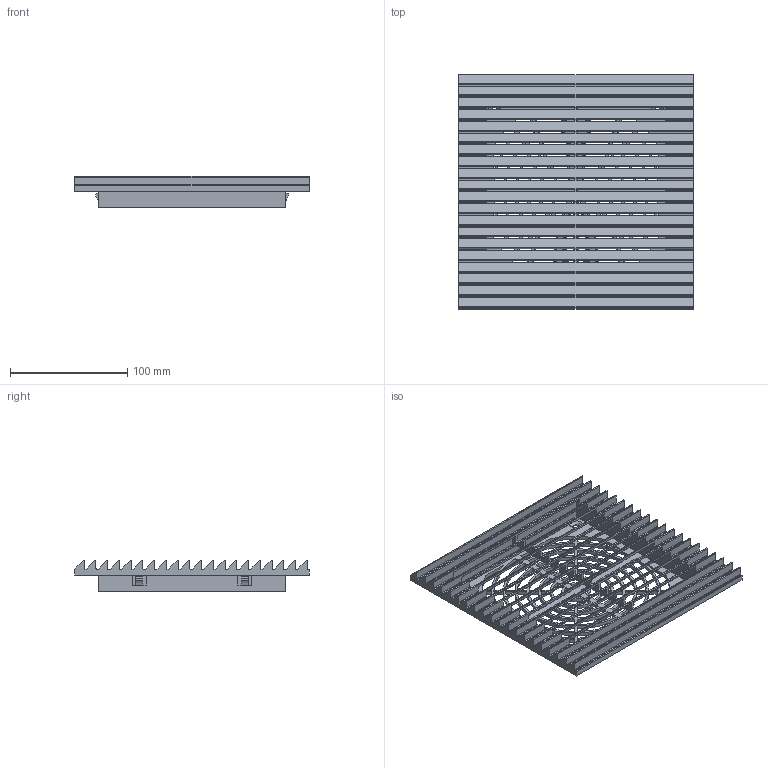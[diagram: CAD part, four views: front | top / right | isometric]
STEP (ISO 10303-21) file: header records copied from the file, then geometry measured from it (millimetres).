
FILE_DESCRIPTION (( 'STEP AP203' ), '1' );
FILE_NAME ('FE-460-1.STEP', '2009-10-22T11:20:58', ( '10sw' ), ( 'タキゲン製造株式会社' ), 'SwSTEP 2.0', 'SolidWorks 2007', '' );
FILE_SCHEMA (( 'CONFIG_CONTROL_DESIGN' ));
Length unit declared in the file: millimetre
Products named in the file (3): FE-460-1棤柺__棉太倌; FE-460-1昞柺__棉太倌; FE-460-1
Assembly tree (2 placements, depth 2):
  FE-460-1
    FE-460-1棤柺__棉太倌
    FE-460-1昞柺__棉太倌
Bounding box: 200 x 200 x 26.5 mm (x, y, z)
Volume: 222957.7 mm3; surface area: 228718.1 mm2
Topology: 2 solids, 2 shells, 829 faces, 2571 edges, 1686 vertices
Faces by surface type: plane 482, cylinder 331, cone 16
Entity records: 29272 total; most frequent: ORIENTED_EDGE 5142, CARTESIAN_POINT 5091, DIRECTION 4921, EDGE_CURVE 2571, VECTOR 1889, LINE 1889, VERTEX_POINT 1686, AXIS2_PLACEMENT_3D 1516
